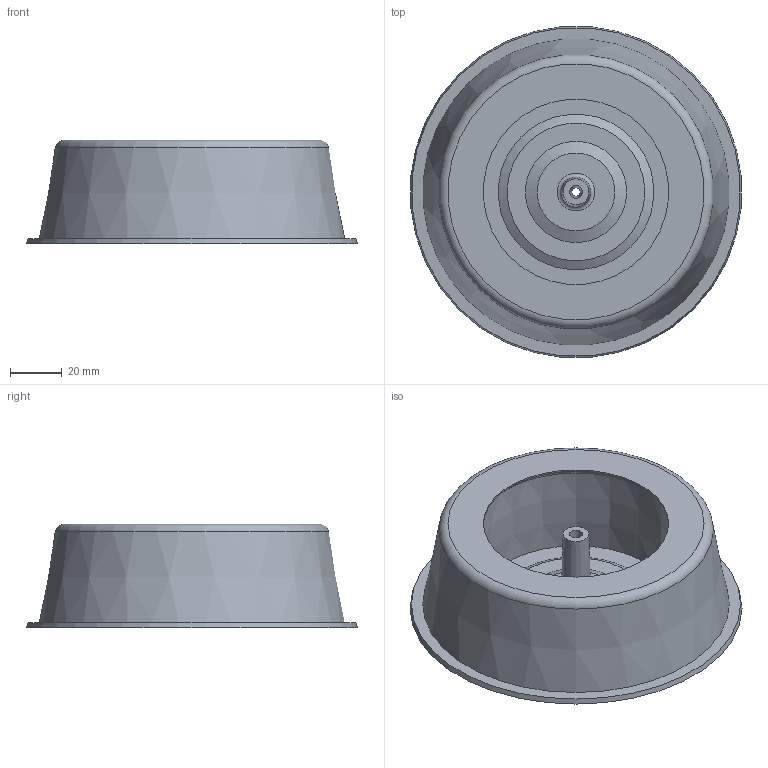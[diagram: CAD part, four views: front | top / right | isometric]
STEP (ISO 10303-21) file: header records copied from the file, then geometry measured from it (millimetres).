
FILE_DESCRIPTION(/* description */ (''),/* implementation_level */ '2;1');
FILE_NAME(/* name */ '18104.070X_3D.stp',/* time_stamp */ '2024-12-12T07:40:05+01:00',/* author */ ('CAD'),/* organization */ (''),/* preprocessor_version */ 'ST-DEVELOPER v20',/* originating_system */ 'AutoCAD Mechanical',/* authorisation */ '');
FILE_SCHEMA (('AUTOMOTIVE_DESIGN { 1 0 10303 214 3 1 1 }'));
Length unit declared in the file: millimetre
Products named in the file (2): Product; *S0
Assembly tree (1 placements, depth 2):
  Product
    *S0
Bounding box: 127.51 x 127.51 x 40 mm (x, y, z)
Volume: 99095.5 mm3; surface area: 75970.3 mm2
Topology: 1 solids, 1 shells, 214 faces, 516 edges, 312 vertices
Faces by surface type: bspline 96, plane 45, torus 27, cylinder 25, cone 21
Full cylindrical faces by diameter (mm): 71.5 x1
Entity records: 11356 total; most frequent: CARTESIAN_POINT 6937, ORIENTED_EDGE 1030, DIRECTION 711, EDGE_CURVE 515, AXIS2_PLACEMENT_3D 314, VERTEX_POINT 310, B_SPLINE_CURVE_WITH_KNOTS 240, EDGE_LOOP 223
